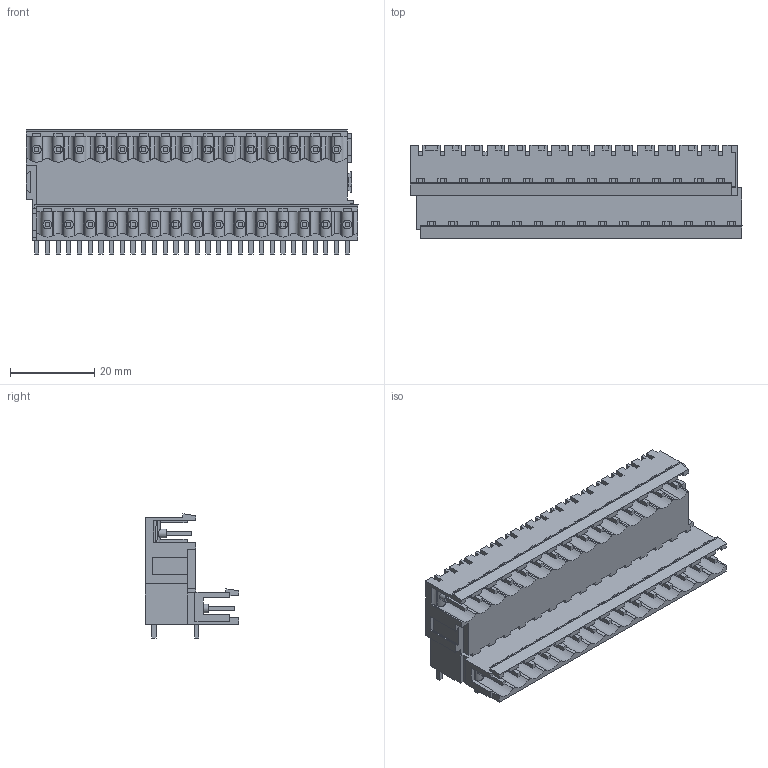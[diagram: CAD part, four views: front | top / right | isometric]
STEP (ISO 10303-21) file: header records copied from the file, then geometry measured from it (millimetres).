
FILE_DESCRIPTION(('CATIA V5R22 STEP214','CAx-IF Rec.Pracs.--- Model Styling and Organization---1.4--- 2014-01-23'),'2;1');
FILE_NAME ('D1454941_1_1725300000_1725300000.stp','2023-03-17T12:51:54+00:00',('none'),('Weidmueller'),'CATIA Version 5-6 Release 2016 SP3 HF44','CATIA V5 STEP AP214','none');
FILE_SCHEMA(('AUTOMOTIVE_DESIGN { 1 0 10303 214 1 1 1 1 }'));
Length unit declared in the file: millimetre
Products named in the file (1): 1725300000
Bounding box: 78.74 x 22.16 x 29.41 mm (x, y, z)
Volume: 17825.7 mm3; surface area: 20518.6 mm2
Topology: 31 solids, 31 shells, 1151 faces, 3702 edges, 2524 vertices
Faces by surface type: plane 937, cylinder 214
Entity records: 40530 total; most frequent: CARTESIAN_POINT 10176, ORIENTED_EDGE 7404, DIRECTION 4661, EDGE_CURVE 3702, VECTOR 3034, LINE 3034, VERTEX_POINT 2524, EDGE_LOOP 1212
